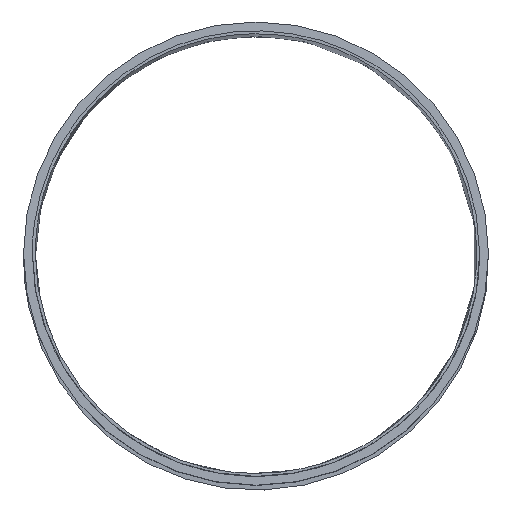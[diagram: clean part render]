
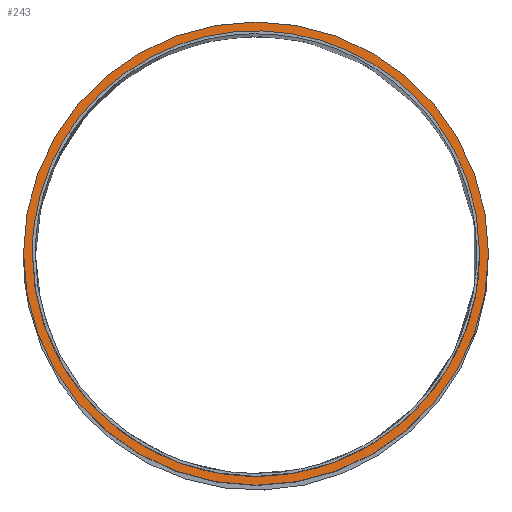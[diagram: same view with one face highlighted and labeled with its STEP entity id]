
A CAD part, top view. The second image highlights one B-rep face of the part: STEP entity #243.
In plain terms, the highlighted planar face has unit normal (0, 0.087, 0.996).
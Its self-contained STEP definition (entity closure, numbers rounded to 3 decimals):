
#73=CARTESIAN_POINT('',(-151.5,2.627,60.164));
#74=VERTEX_POINT('',#73);
#83=CARTESIAN_POINT('',(151.5,2.627,60.164));
#84=VERTEX_POINT('',#83);
#126=CARTESIAN_POINT('',(-157.5,2.627,60.164));
#127=VERTEX_POINT('',#126);
#128=CARTESIAN_POINT('',(0.0,2.627,60.164));
#129=DIRECTION('',(0.0,0.087,0.996));
#130=DIRECTION('',(1.0,0.0,0.0));
#131=AXIS2_PLACEMENT_3D('',#128,#129,#130);
#132=CIRCLE('',#131,157.5);
#133=EDGE_CURVE('',#127,#127,#132,.T.);
#183=CARTESIAN_POINT('',(0.0,2.627,60.164));
#184=DIRECTION('',(0.0,0.087,0.996));
#185=DIRECTION('',(1.0,0.0,0.0));
#186=AXIS2_PLACEMENT_3D('',#183,#184,#185);
#187=PLANE('',#186);
#188=ORIENTED_EDGE('',*,*,#133,.T.);
#189=EDGE_LOOP('',(#188));
#190=FACE_OUTER_BOUND('',#189,.T.);
#191=CARTESIAN_POINT('',(151.498,2.627,60.164));
#192=CARTESIAN_POINT('',(151.498,4.094,60.035));
#193=CARTESIAN_POINT('',(151.477,5.561,59.907));
#194=CARTESIAN_POINT('',(150.839,27.382,57.998));
#195=CARTESIAN_POINT('',(146.183,45.811,56.385));
#196=CARTESIAN_POINT('',(131.756,79.678,53.422));
#197=CARTESIAN_POINT('',(120.589,96.074,51.988));
#198=CARTESIAN_POINT('',(93.695,122.594,49.668));
#199=CARTESIAN_POINT('',(77.328,134.147,48.657));
#200=CARTESIAN_POINT('',(39.248,149.718,47.295));
#201=CARTESIAN_POINT('',(19.729,153.548,46.96));
#202=CARTESIAN_POINT('',(-19.785,153.554,46.959));
#203=CARTESIAN_POINT('',(-39.319,149.697,47.297));
#204=CARTESIAN_POINT('',(-74.04,135.493,48.539));
#205=CARTESIAN_POINT('',(-91.013,125.136,49.445));
#206=CARTESIAN_POINT('',(-120.286,96.465,51.954));
#207=CARTESIAN_POINT('',(-131.536,80.06,53.389));
#208=CARTESIAN_POINT('',(-146.765,44.567,56.494));
#209=CARTESIAN_POINT('',(-150.881,25.922,58.126));
#210=CARTESIAN_POINT('',(-151.479,5.561,59.907));
#211=CARTESIAN_POINT('',(-151.5,4.094,60.035));
#212=CARTESIAN_POINT('',(-151.5,2.627,60.164));
#213=B_SPLINE_CURVE_WITH_KNOTS('',3,(#191,#192,#193,#194,#195,#196,#197,#198,#199,#200,#201,#202,#203,#204,#205,#206,#207,#208,#209,#210,#211,#212),.UNSPECIFIED.,.F.,.U.,(4,2,2,2,2,2,2,2,2,2,4),(-55.703,-55.183,-47.961,-39.712,-32.098,-25.063,-18.008,-11.617,-5.692,0.0,0.442),.UNSPECIFIED.);
#214=EDGE_CURVE('',#84,#74,#213,.T.);
#215=ORIENTED_EDGE('',*,*,#214,.F.);
#216=CARTESIAN_POINT('',(-151.5,2.627,60.164));
#217=CARTESIAN_POINT('',(-151.5,1.16,60.292));
#218=CARTESIAN_POINT('',(-151.479,-0.307,60.42));
#219=CARTESIAN_POINT('',(-150.881,-20.653,62.2));
#220=CARTESIAN_POINT('',(-146.772,-39.282,63.83));
#221=CARTESIAN_POINT('',(-131.559,-74.767,66.935));
#222=CARTESIAN_POINT('',(-120.314,-91.176,68.37));
#223=CARTESIAN_POINT('',(-91.063,-119.843,70.878));
#224=CARTESIAN_POINT('',(-74.1,-130.209,71.785));
#225=CARTESIAN_POINT('',(-39.353,-144.437,73.03));
#226=CARTESIAN_POINT('',(-19.81,-148.299,73.368));
#227=CARTESIAN_POINT('',(19.739,-148.292,73.367));
#228=CARTESIAN_POINT('',(39.266,-144.466,73.033));
#229=CARTESIAN_POINT('',(77.323,-128.889,71.67));
#230=CARTESIAN_POINT('',(93.689,-117.352,70.66));
#231=CARTESIAN_POINT('',(120.607,-90.797,68.337));
#232=CARTESIAN_POINT('',(131.764,-74.405,66.903));
#233=CARTESIAN_POINT('',(146.151,-40.627,63.948));
#234=CARTESIAN_POINT('',(150.839,-22.213,62.337));
#235=CARTESIAN_POINT('',(151.477,-0.308,60.42));
#236=CARTESIAN_POINT('',(151.498,1.16,60.292));
#237=CARTESIAN_POINT('',(151.498,2.627,60.164));
#238=B_SPLINE_CURVE_WITH_KNOTS('',3,(#216,#217,#218,#219,#220,#221,#222,#223,#224,#225,#226,#227,#228,#229,#230,#231,#232,#233,#234,#235,#236,#237),.UNSPECIFIED.,.F.,.U.,(4,2,2,2,2,2,2,2,2,2,4),(-0.442,0.,5.688,11.613,17.997,25.046,32.068,39.636,47.82,54.944,55.455),.UNSPECIFIED.);
#239=EDGE_CURVE('',#74,#84,#238,.T.);
#240=ORIENTED_EDGE('',*,*,#239,.F.);
#241=EDGE_LOOP('',(#215,#240));
#242=FACE_BOUND('',#241,.T.);
#243=ADVANCED_FACE('',(#190,#242),#187,.T.);
